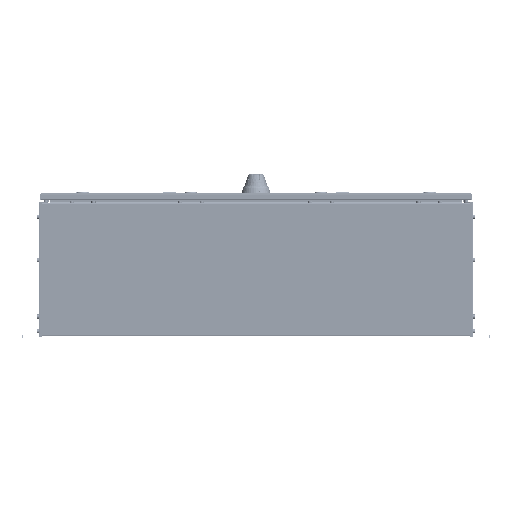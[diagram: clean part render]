
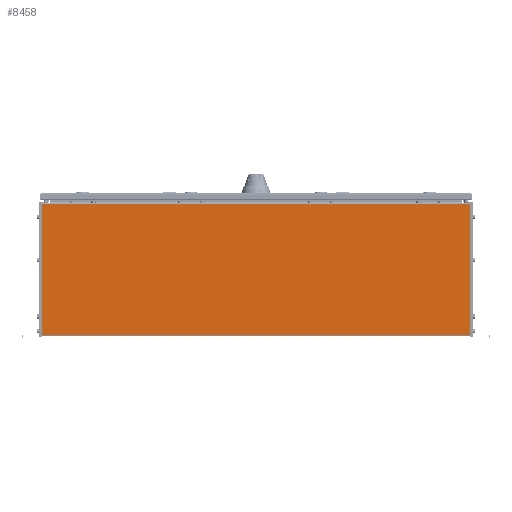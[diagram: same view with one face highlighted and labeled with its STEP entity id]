
A CAD part, left-side view. The second image highlights one B-rep face of the part: STEP entity #8458.
In plain terms, the highlighted planar face has unit normal (-1, 0, 0).
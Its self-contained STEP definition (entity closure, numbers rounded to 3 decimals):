
#746=CARTESIAN_POINT('',(-600.,496.,-101.872));
#766=DIRECTION('',(0.,0.,1.));
#767=VECTOR('',#766,0.128);
#768=CARTESIAN_POINT('',(-600.,-496.,-102.));
#769=LINE('',#768,#767);
#770=CARTESIAN_POINT('',(-600.,496.,-102.));
#771=CARTESIAN_POINT('',(-600.,454.667,-102.));
#772=CARTESIAN_POINT('',(-600.,372.,-102.));
#773=CARTESIAN_POINT('',(-600.,206.667,-102.));
#774=CARTESIAN_POINT('',(-600.,-82.667,
-102.));
#775=CARTESIAN_POINT('',(-600.,-330.667,-102.));
#776=CARTESIAN_POINT('',(-600.,-496.,-102.));
#778=DIRECTION('',(0.,0.,-1.));
#779=VECTOR('',#778,0.128);
#780=CARTESIAN_POINT('',(-600.,496.,-101.872));
#781=LINE('',#780,#779);
#782=DIRECTION('',(0.,0.,-1.));
#783=VECTOR('',#782,303.393);
#784=CARTESIAN_POINT('',(-600.,496.,201.521));
#785=LINE('',#784,#783);
#786=DIRECTION('',(0.,1.,0.));
#787=VECTOR('',#786,992.);
#788=CARTESIAN_POINT('',(-600.,-496.,201.521));
#789=LINE('',#788,#787);
#790=DIRECTION('',(0.,0.,1.));
#791=VECTOR('',#790,303.393);
#792=CARTESIAN_POINT('',(-600.,-496.,
-101.872));
#793=LINE('',#792,#791);
#6042=CARTESIAN_POINT('',(-600.,-496.,201.521));
#6044=VERTEX_POINT('',#6042);
#6141=CARTESIAN_POINT('',(-600.,496.,201.521));
#6142=VERTEX_POINT('',#6141);
#6143=VERTEX_POINT('',#746);
#6490=CARTESIAN_POINT('',(-600.,496.,-102.));
#6491=VERTEX_POINT('',#6490);
#6499=CARTESIAN_POINT('',(-600.,-496.,
-101.872));
#6500=VERTEX_POINT('',#6499);
#6503=CARTESIAN_POINT('',(-600.,-496.,-102.));
#6504=VERTEX_POINT('',#6503);
#8441=CARTESIAN_POINT('',(-600.,0.,49.76));
#8442=DIRECTION('',(1.,0.,0.));
#8443=DIRECTION('',(0.,-1.,0.));
#8444=AXIS2_PLACEMENT_3D('',#8441,#8442,#8443);
#8445=PLANE('',#8444);
#8447=ORIENTED_EDGE('',*,*,#8446,.F.);
#8449=ORIENTED_EDGE('',*,*,#8448,.F.);
#8451=ORIENTED_EDGE('',*,*,#8450,.F.);
#8452=ORIENTED_EDGE('',*,*,#8420,.F.);
#8453=ORIENTED_EDGE('',*,*,#7830,.F.);
#8455=ORIENTED_EDGE('',*,*,#8454,.F.);
#8456=EDGE_LOOP('',(#8447,#8449,#8451,#8452,#8453,#8455));
#8457=FACE_OUTER_BOUND('',#8456,.F.);
#8458=ADVANCED_FACE('',(#8457),#8445,.F.);
#777=B_SPLINE_CURVE_WITH_KNOTS('',3,(#770,#771,#772,#773,#774,#775,#776),
.UNSPECIFIED.,.F.,.F.,(4,1,1,1,4),(0.,0.125,0.25,0.5,1.),
.UNSPECIFIED.);
#7830=EDGE_CURVE('',#6044,#6142,#789,.T.);
#8420=EDGE_CURVE('',#6142,#6143,#785,.T.);
#8446=EDGE_CURVE('',#6504,#6500,#769,.T.);
#8448=EDGE_CURVE('',#6491,#6504,#777,.T.);
#8450=EDGE_CURVE('',#6143,#6491,#781,.T.);
#8454=EDGE_CURVE('',#6500,#6044,#793,.T.);
